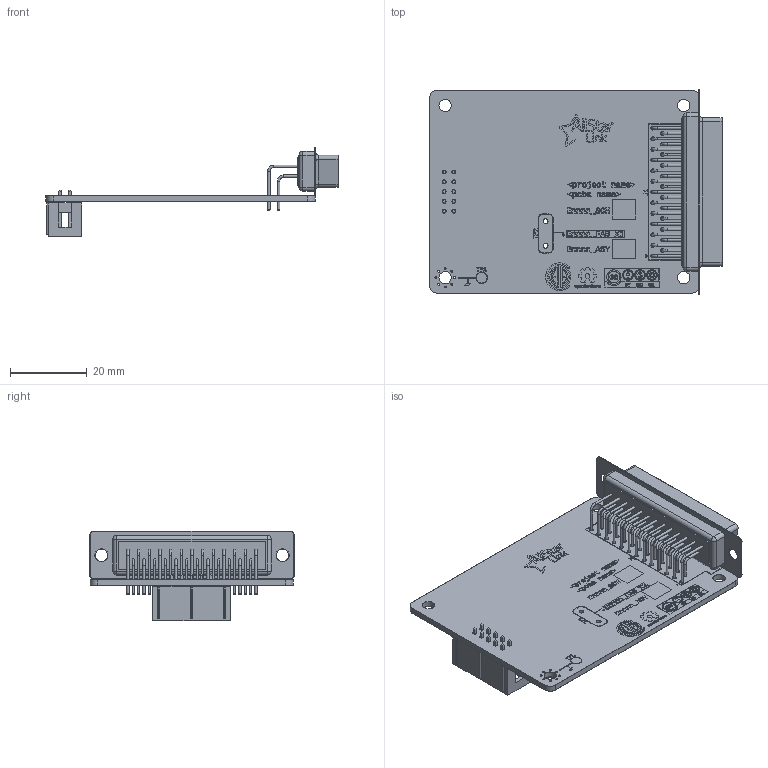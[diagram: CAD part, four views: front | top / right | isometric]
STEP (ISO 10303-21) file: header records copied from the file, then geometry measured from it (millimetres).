
FILE_DESCRIPTION(('KiCad electronic assembly'),'2;1');
FILE_NAME('Ennnn_KG-VRS_TEMPLATE_PCBA.step','2025-04-22T18:42:23',( 'Pcbnew'),('Kicad'),'Open CASCADE STEP processor 7.9', 'KiCad to STEP converter','Unknown');
FILE_SCHEMA(('AUTOMOTIVE_DESIGN { 1 0 10303 214 1 1 1 1 }'));
Length unit declared in the file: millimetre
Products named in the file (6): Ennnn_KG-VRS_TEMPLATE_PCBA 1; DSUB-25_Pins_Horizontal_P2.77x2.54mm_EdgePinOffset9.40mm; SBH11-PBPC-D05-ST-BK; Ennnn_NAME_PCBA_silkscreen; Ennnn_NAME_PCBA_soldermask; Ennnn_NAME_PCBA_PCB
Assembly tree (5 placements, depth 2):
  Ennnn_KG-VRS_TEMPLATE_PCBA 1
    DSUB-25_Pins_Horizontal_P2.77x2.54mm_EdgePinOffset9.40mm
    SBH11-PBPC-D05-ST-BK
    Ennnn_NAME_PCBA_silkscreen
    Ennnn_NAME_PCBA_soldermask
    Ennnn_NAME_PCBA_PCB
Bounding box: 76 x 53.1 x 23.27 mm (x, y, z)
Volume: 9205.8 mm3; surface area: 20733.8 mm2
Topology: 14 solids, 130 shells, 782 faces, 5190 edges, 4606 vertices
Faces by surface type: plane 470, cylinder 197, torus 91, cone 16, sphere 4, revolution 4
Full cylindrical faces by diameter (mm): 0.5 x8, 0.64 x100, 1 x35, 1.27 x2, 3.2 x6
Entity records: 56833 total; most frequent: CARTESIAN_POINT 11018, DIRECTION 7885, ORIENTED_EDGE 6654, EDGE_CURVE 5186, VERTEX_POINT 4606, LINE 4051, VECTOR 4051, AXIS2_PLACEMENT_3D 1915
